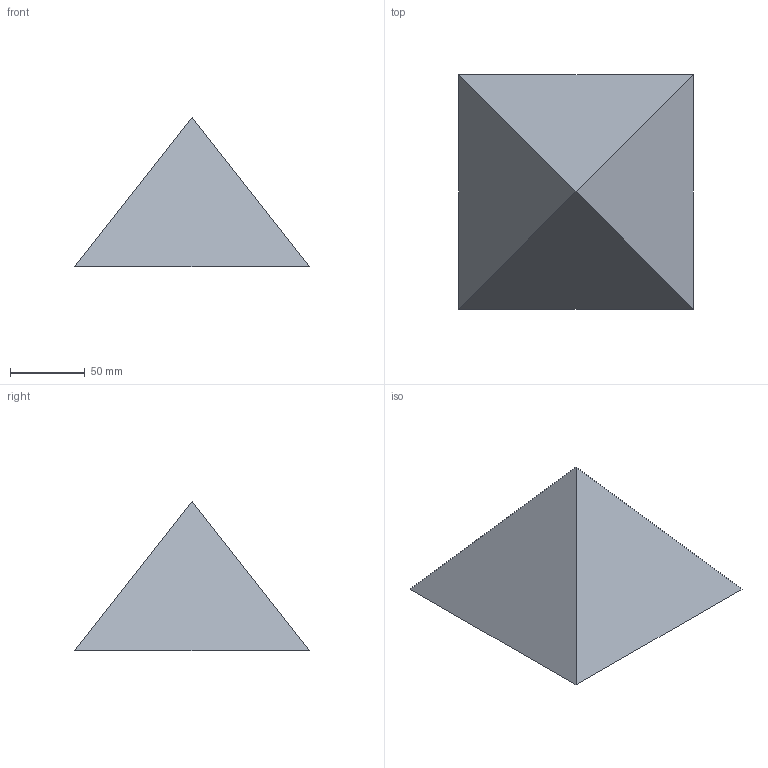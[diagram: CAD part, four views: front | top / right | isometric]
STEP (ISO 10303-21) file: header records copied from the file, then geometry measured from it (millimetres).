
FILE_DESCRIPTION(/* description */ (''),/* implementation_level */ '2;1');
FILE_NAME(/* name */ 'pyramide_pleine',/* time_stamp */ '2020-03-26T17:00:12+01:00',/* author */ (''),/* organization */ (''),/* preprocessor_version */ 'ST-DEVELOPER v15',/* originating_system */ '',/* authorisation */ '');
FILE_SCHEMA (('AUTOMOTIVE_DESIGN'));
Length unit declared in the file: millimetre
Products named in the file (1): Document
Bounding box: 157 x 157 x 100 mm (x, y, z)
Volume: 821633.3 mm3; surface area: 64568.1 mm2
Topology: 1 solids, 1 shells, 5 faces, 16 edges, 13 vertices
Faces by surface type: plane 5
Entity records: 184 total; most frequent: CARTESIAN_POINT 52, ORIENTED_EDGE 32, EDGE_CURVE 16, B_SPLINE_CURVE_WITH_KNOTS 16, VERTEX_POINT 13, DIRECTION 9, AXIS2_PLACEMENT_3D 7, ADVANCED_FACE 5
